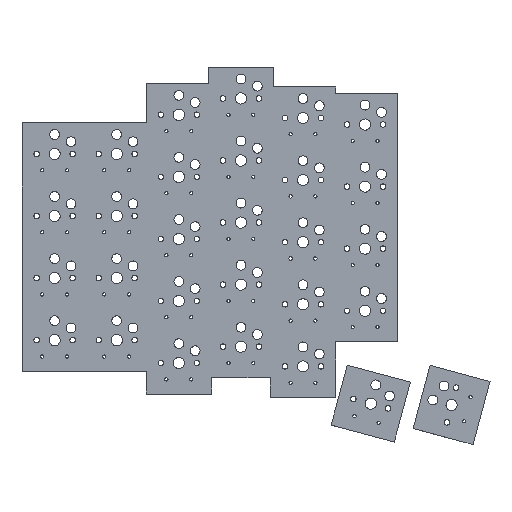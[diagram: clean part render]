
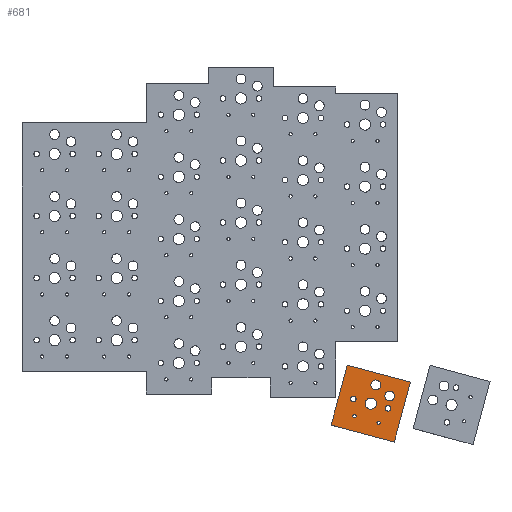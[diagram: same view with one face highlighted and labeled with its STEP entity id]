
A CAD part, top view. The second image highlights one B-rep face of the part: STEP entity #681.
In plain terms, the highlighted planar face has unit normal (0, 0, 1).
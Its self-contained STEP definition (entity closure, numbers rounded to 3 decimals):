
#492 = VERTEX_POINT('',#493);
#493 = CARTESIAN_POINT('',(190.545,-162.337,1.6));
#499 = EDGE_CURVE('',#492,#500,#502,.T.);
#500 = VERTEX_POINT('',#501);
#501 = CARTESIAN_POINT('',(185.627,-180.689,1.6));
#502 = LINE('',#503,#504);
#503 = CARTESIAN_POINT('',(190.545,-162.337,1.6));
#504 = VECTOR('',#505,1.);
#505 = DIRECTION('',(-0.259,-0.966,0.));
#532 = VERTEX_POINT('',#533);
#533 = CARTESIAN_POINT('',(171.226,-157.16,1.6));
#539 = EDGE_CURVE('',#532,#492,#540,.T.);
#540 = LINE('',#541,#542);
#541 = CARTESIAN_POINT('',(171.226,-157.16,1.6));
#542 = VECTOR('',#543,1.);
#543 = DIRECTION('',(0.966,-0.259,0.));
#561 = EDGE_CURVE('',#500,#562,#564,.T.);
#562 = VERTEX_POINT('',#563);
#563 = CARTESIAN_POINT('',(166.309,-175.513,1.6));
#564 = LINE('',#565,#566);
#565 = CARTESIAN_POINT('',(185.627,-180.689,1.6));
#566 = VECTOR('',#567,1.);
#567 = DIRECTION('',(-0.966,0.259,0.));
#681 = ADVANCED_FACE('',(#682,#693,#704,#715,#726,#737,#748,#759),#770,
  .T.);
#682 = FACE_BOUND('',#683,.T.);
#683 = EDGE_LOOP('',(#684,#685,#686,#692));
#684 = ORIENTED_EDGE('',*,*,#499,.F.);
#685 = ORIENTED_EDGE('',*,*,#539,.F.);
#686 = ORIENTED_EDGE('',*,*,#687,.F.);
#687 = EDGE_CURVE('',#562,#532,#688,.T.);
#688 = LINE('',#689,#690);
#689 = CARTESIAN_POINT('',(166.309,-175.513,1.6));
#690 = VECTOR('',#691,1.);
#691 = DIRECTION('',(0.259,0.966,0.));
#692 = ORIENTED_EDGE('',*,*,#561,.F.);
#693 = FACE_BOUND('',#694,.T.);
#694 = EDGE_LOOP('',(#695));
#695 = ORIENTED_EDGE('',*,*,#696,.T.);
#696 = EDGE_CURVE('',#697,#697,#699,.T.);
#697 = VERTEX_POINT('',#698);
#698 = CARTESIAN_POINT('',(173.453,-173.264,1.6));
#699 = CIRCLE('',#700,0.495);
#700 = AXIS2_PLACEMENT_3D('',#701,#702,#703);
#701 = CARTESIAN_POINT('',(173.453,-172.768,1.6));
#702 = DIRECTION('',(-0.,0.,-1.));
#703 = DIRECTION('',(-0.,-1.,0.));
#704 = FACE_BOUND('',#705,.T.);
#705 = EDGE_LOOP('',(#706));
#706 = ORIENTED_EDGE('',*,*,#707,.T.);
#707 = EDGE_CURVE('',#708,#708,#710,.T.);
#708 = VERTEX_POINT('',#709);
#709 = CARTESIAN_POINT('',(178.427,-170.639,1.6));
#710 = CIRCLE('',#711,1.715);
#711 = AXIS2_PLACEMENT_3D('',#712,#713,#714);
#712 = CARTESIAN_POINT('',(178.427,-168.925,1.6));
#713 = DIRECTION('',(-0.,0.,-1.));
#714 = DIRECTION('',(0.,-1.,-0.));
#715 = FACE_BOUND('',#716,.T.);
#716 = EDGE_LOOP('',(#717));
#717 = ORIENTED_EDGE('',*,*,#718,.T.);
#718 = EDGE_CURVE('',#719,#719,#721,.T.);
#719 = VERTEX_POINT('',#720);
#720 = CARTESIAN_POINT('',(180.813,-175.236,1.6));
#721 = CIRCLE('',#722,0.495);
#722 = AXIS2_PLACEMENT_3D('',#723,#724,#725);
#723 = CARTESIAN_POINT('',(180.813,-174.74,1.6));
#724 = DIRECTION('',(-0.,0.,-1.));
#725 = DIRECTION('',(0.,-1.,-0.));
#726 = FACE_BOUND('',#727,.T.);
#727 = EDGE_LOOP('',(#728));
#728 = ORIENTED_EDGE('',*,*,#729,.T.);
#729 = EDGE_CURVE('',#730,#730,#732,.T.);
#730 = VERTEX_POINT('',#731);
#731 = CARTESIAN_POINT('',(183.739,-171.199,1.6));
#732 = CIRCLE('',#733,0.851);
#733 = AXIS2_PLACEMENT_3D('',#734,#735,#736);
#734 = CARTESIAN_POINT('',(183.739,-170.348,1.6));
#735 = DIRECTION('',(-0.,0.,-1.));
#736 = DIRECTION('',(-0.,-1.,0.));
#737 = FACE_BOUND('',#738,.T.);
#738 = EDGE_LOOP('',(#739));
#739 = ORIENTED_EDGE('',*,*,#740,.T.);
#740 = EDGE_CURVE('',#741,#741,#743,.T.);
#741 = VERTEX_POINT('',#742);
#742 = CARTESIAN_POINT('',(173.114,-168.352,1.6));
#743 = CIRCLE('',#744,0.851);
#744 = AXIS2_PLACEMENT_3D('',#745,#746,#747);
#745 = CARTESIAN_POINT('',(173.114,-167.501,1.6));
#746 = DIRECTION('',(-0.,0.,-1.));
#747 = DIRECTION('',(-0.,-1.,0.));
#748 = FACE_BOUND('',#749,.T.);
#749 = EDGE_LOOP('',(#750));
#750 = ORIENTED_EDGE('',*,*,#751,.T.);
#751 = EDGE_CURVE('',#752,#752,#754,.T.);
#752 = VERTEX_POINT('',#753);
#753 = CARTESIAN_POINT('',(184.227,-168.097,1.6));
#754 = CIRCLE('',#755,1.5);
#755 = AXIS2_PLACEMENT_3D('',#756,#757,#758);
#756 = CARTESIAN_POINT('',(184.227,-166.597,1.6));
#757 = DIRECTION('',(-0.,0.,-1.));
#758 = DIRECTION('',(-0.,-1.,0.));
#759 = FACE_BOUND('',#760,.T.);
#760 = EDGE_LOOP('',(#761));
#761 = ORIENTED_EDGE('',*,*,#762,.T.);
#762 = EDGE_CURVE('',#763,#763,#765,.T.);
#763 = VERTEX_POINT('',#764);
#764 = CARTESIAN_POINT('',(179.967,-164.678,1.6));
#765 = CIRCLE('',#766,1.5);
#766 = AXIS2_PLACEMENT_3D('',#767,#768,#769);
#767 = CARTESIAN_POINT('',(179.967,-163.178,1.6));
#768 = DIRECTION('',(-0.,0.,-1.));
#769 = DIRECTION('',(-0.,-1.,0.));
#770 = PLANE('',#771);
#771 = AXIS2_PLACEMENT_3D('',#772,#773,#774);
#772 = CARTESIAN_POINT('',(0.,0.,1.6));
#773 = DIRECTION('',(0.,0.,1.));
#774 = DIRECTION('',(1.,0.,-0.));
